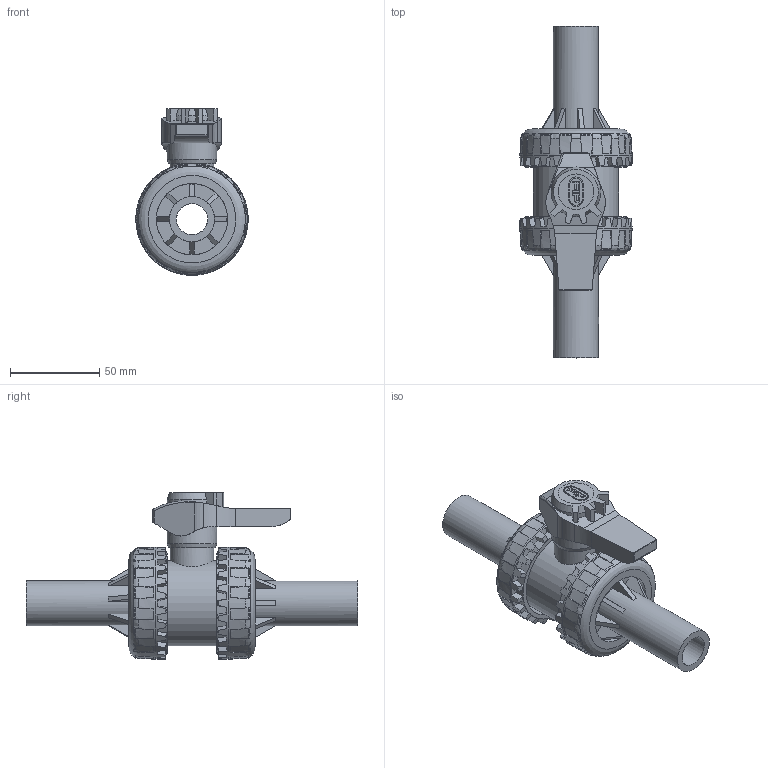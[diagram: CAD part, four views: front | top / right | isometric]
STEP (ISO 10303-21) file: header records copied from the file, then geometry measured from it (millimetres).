
FILE_DESCRIPTION(/* description */ (''),/* implementation_level */ '2;1');
FILE_NAME(/* name */ 'VEEBEV025E.iam.stp',/* time_stamp */ '2013-10-01T10:30:15+02:00',/* author */ ('Claudio Arata'),/* organization */ (''),/* preprocessor_version */ 'ST-DEVELOPER v15.2',/* originating_system */ 'Autodesk Inventor 2014',/* authorisation */ '');
FILE_SCHEMA (('AUTOMOTIVE_DESIGN { 1 0 10303 214 3 1 1 }'));
Length unit declared in the file: millimetre
Products named in the file (6): NTVXE025V; CVDE11025; corpo valvola VEE 25; HSVEE025; Piastrina 25; VEEBEV025E
Bounding box: 63 x 186.2 x 93.5 mm (x, y, z)
Volume: 196449.6 mm3; surface area: 71616.2 mm2
Topology: 7 solids, 7 shells, 578 faces, 1646 edges, 1098 vertices
Faces by surface type: plane 328, cone 135, cylinder 74, torus 40, bspline 1
Full cylindrical faces by diameter (mm): 17.5 x2, 19.9 x2, 24.5 x1, 25 x1, 25.3 x2, 27.848 x1, 40 x2, 43.5 x2, 47.7 x3, 48.3 x2, 51.2 x2
Entity records: 12073 total; most frequent: CARTESIAN_POINT 3025, DIRECTION 1932, ORIENTED_EDGE 1918, EDGE_CURVE 959, AXIS2_PLACEMENT_3D 825, VERTEX_POINT 650, EDGE_LOOP 389, ADVANCED_FACE 351
